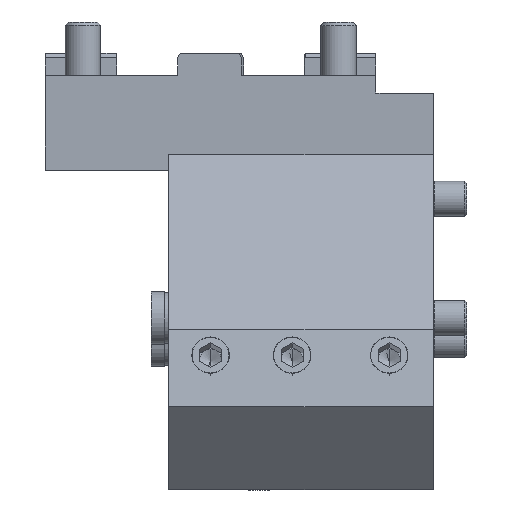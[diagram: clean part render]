
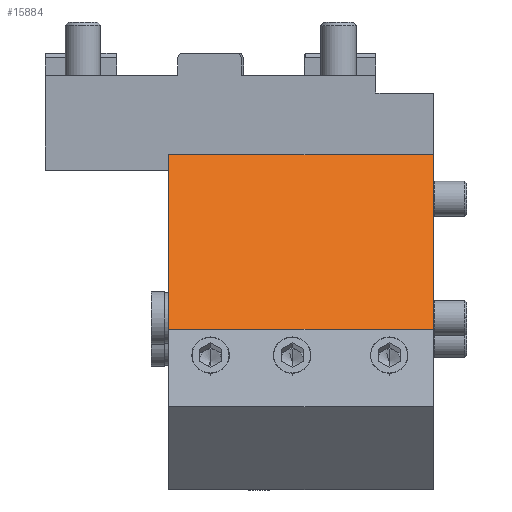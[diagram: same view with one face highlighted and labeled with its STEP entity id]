
A CAD part, front view. The second image highlights one B-rep face of the part: STEP entity #15884.
In plain terms, the highlighted planar face has unit normal (0, -0.737, 0.676).
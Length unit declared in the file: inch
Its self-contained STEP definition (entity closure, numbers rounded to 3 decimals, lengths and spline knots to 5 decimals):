
#744 = CARTESIAN_POINT ( 'NONE',  ( 1.98819, -3.35456, -2.26378 ) ) ;
#2207 = LINE ( 'NONE', #14098, #18278 ) ;
#2431 = LINE ( 'NONE', #8254, #7834 ) ;
#4210 = ORIENTED_EDGE ( 'NONE', *, *, #5531, .F. ) ;
#4596 = ORIENTED_EDGE ( 'NONE', *, *, #19762, .F. ) ;
#5531 = EDGE_CURVE ( 'NONE', #18679, #7658, #10993, .T. ) ;
#7241 = DIRECTION ( 'NONE',  ( 0., 0.676, 0.737 ) ) ;
#7272 = PLANE ( 'NONE',  #18993 ) ;
#7658 = VERTEX_POINT ( 'NONE', #15301 ) ;
#7834 = VECTOR ( 'NONE', #7241, 39.37008 ) ;
#8254 = CARTESIAN_POINT ( 'NONE',  ( -0.37402, -3.35456, -2.26378 ) ) ;
#8489 = VERTEX_POINT ( 'NONE', #17919 ) ;
#8490 = DIRECTION ( 'NONE',  ( -1., 0., 0. ) ) ;
#8522 = CARTESIAN_POINT ( 'NONE',  ( 1.98819, -1.92913, -0.70866 ) ) ;
#8932 = CARTESIAN_POINT ( 'NONE',  ( -0.37402, -1.92913, -0.70866 ) ) ;
#10993 = LINE ( 'NONE', #8522, #23302 ) ;
#11297 = ORIENTED_EDGE ( 'NONE', *, *, #13241, .F. ) ;
#12916 = DIRECTION ( 'NONE',  ( 1., 0., 0. ) ) ;
#12971 = FACE_OUTER_BOUND ( 'NONE', #24917, .T. ) ;
#13241 = EDGE_CURVE ( 'NONE', #7658, #8489, #2207, .T. ) ;
#14098 = CARTESIAN_POINT ( 'NONE',  ( 1.98819, -1.92913, -0.70866 ) ) ;
#14158 = VECTOR ( 'NONE', #8490, 39.37008 ) ;
#14359 = VERTEX_POINT ( 'NONE', #18803 ) ;
#14732 = ORIENTED_EDGE ( 'NONE', *, *, #24092, .F. ) ;
#15032 = CARTESIAN_POINT ( 'NONE',  ( 1.98819, -3.35456, -2.26378 ) ) ;
#15301 = CARTESIAN_POINT ( 'NONE',  ( 1.98819, -1.92913, -0.70866 ) ) ;
#15884 = ADVANCED_FACE ( 'NONE', ( #12971 ), #7272, .F. ) ;
#16749 = LINE ( 'NONE', #744, #14158 ) ;
#16969 = DIRECTION ( 'NONE',  ( 0., 0.737, -0.676 ) ) ;
#17919 = CARTESIAN_POINT ( 'NONE',  ( 1.98819, -3.35456, -2.26378 ) ) ;
#18278 = VECTOR ( 'NONE', #21958, 39.37008 ) ;
#18679 = VERTEX_POINT ( 'NONE', #8932 ) ;
#18803 = CARTESIAN_POINT ( 'NONE',  ( -0.37402, -3.35456, -2.26378 ) ) ;
#18993 = AXIS2_PLACEMENT_3D ( 'NONE', #15032, #16969, #24955 ) ;
#19762 = EDGE_CURVE ( 'NONE', #14359, #18679, #2431, .T. ) ;
#21958 = DIRECTION ( 'NONE',  ( 0., -0.676, -0.737 ) ) ;
#23302 = VECTOR ( 'NONE', #12916, 39.37008 ) ;
#24092 = EDGE_CURVE ( 'NONE', #8489, #14359, #16749, .T. ) ;
#24917 = EDGE_LOOP ( 'NONE', ( #4596, #14732, #11297, #4210 ) ) ;
#24955 = DIRECTION ( 'NONE',  ( 0., 0.676, 0.737 ) ) ;
